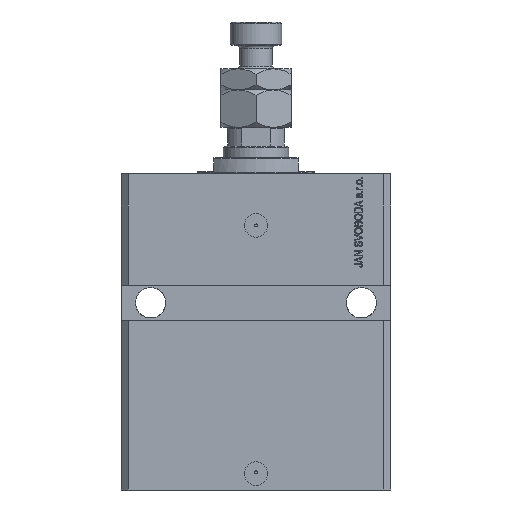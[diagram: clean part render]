
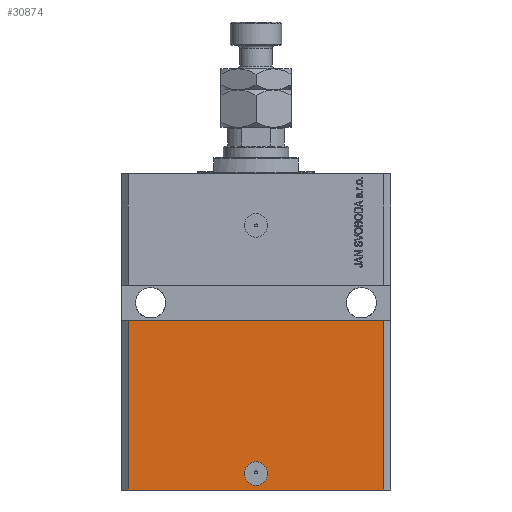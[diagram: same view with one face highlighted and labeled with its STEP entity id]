
A CAD part, front view. The second image highlights one B-rep face of the part: STEP entity #30874.
In plain terms, the highlighted planar face has unit normal (0, -1, 0).
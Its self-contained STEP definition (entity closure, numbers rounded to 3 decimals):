
#1307 = LINE ( 'NONE', #46545, #15714 ) ;
#2333 = DIRECTION ( 'NONE',  ( 1., 0., 0. ) ) ;
#3336 = VECTOR ( 'NONE', #42170, 1000. ) ;
#3517 = ORIENTED_EDGE ( 'NONE', *, *, #22049, .F. ) ;
#5354 = EDGE_CURVE ( 'NONE', #43404, #40211, #29538, .T. ) ;
#5633 = VECTOR ( 'NONE', #2333, 1000. ) ;
#5955 = CIRCLE ( 'NONE', #12196, 5. ) ;
#6892 = CIRCLE ( 'NONE', #17028, 5. ) ;
#7816 = CARTESIAN_POINT ( 'NONE',  ( 5., -45., -128. ) ) ;
#8316 = CARTESIAN_POINT ( 'NONE',  ( -54.5, -45., -135. ) ) ;
#8827 = PLANE ( 'NONE',  #30446 ) ;
#9071 = CARTESIAN_POINT ( 'NONE',  ( -57.5, -45., -62.5 ) ) ;
#9121 = DIRECTION ( 'NONE',  ( 1., 0., 0. ) ) ;
#10411 = EDGE_LOOP ( 'NONE', ( #3517, #12464 ) ) ;
#12196 = AXIS2_PLACEMENT_3D ( 'NONE', #46356, #28583, #9121 ) ;
#12464 = ORIENTED_EDGE ( 'NONE', *, *, #16658, .F. ) ;
#14400 = VERTEX_POINT ( 'NONE', #7816 ) ;
#14565 = DIRECTION ( 'NONE',  ( 0., -1., 0. ) ) ;
#14988 = CARTESIAN_POINT ( 'NONE',  ( 54.5, -45., -135. ) ) ;
#15714 = VECTOR ( 'NONE', #42177, 1000. ) ;
#16535 = VERTEX_POINT ( 'NONE', #40850 ) ;
#16658 = EDGE_CURVE ( 'NONE', #25655, #14400, #5955, .T. ) ;
#16699 = ORIENTED_EDGE ( 'NONE', *, *, #40679, .F. ) ;
#17028 = AXIS2_PLACEMENT_3D ( 'NONE', #33797, #14565, #29414 ) ;
#17683 = LINE ( 'NONE', #28386, #5633 ) ;
#18665 = CARTESIAN_POINT ( 'NONE',  ( -5., -45., -128. ) ) ;
#19584 = DIRECTION ( 'NONE',  ( 0., -1., 0. ) ) ;
#22049 = EDGE_CURVE ( 'NONE', #14400, #25655, #6892, .T. ) ;
#22100 = VECTOR ( 'NONE', #25878, 1000. ) ;
#25655 = VERTEX_POINT ( 'NONE', #18665 ) ;
#25878 = DIRECTION ( 'NONE',  ( 0., 0., 1. ) ) ;
#26850 = ORIENTED_EDGE ( 'NONE', *, *, #46344, .F. ) ;
#28386 = CARTESIAN_POINT ( 'NONE',  ( -54.5, -45., -135. ) ) ;
#28583 = DIRECTION ( 'NONE',  ( 0., -1., 0. ) ) ;
#29414 = DIRECTION ( 'NONE',  ( 1., 0., 0. ) ) ;
#29538 = LINE ( 'NONE', #44371, #22100 ) ;
#29938 = CARTESIAN_POINT ( 'NONE',  ( 54.5, -45., -62.5 ) ) ;
#30272 = FACE_OUTER_BOUND ( 'NONE', #36453, .T. ) ;
#30446 = AXIS2_PLACEMENT_3D ( 'NONE', #33930, #19584, #45109 ) ;
#30740 = FACE_BOUND ( 'NONE', #10411, .T. ) ;
#30874 = ADVANCED_FACE ( 'NONE', ( #30740, #30272 ), #8827, .T. ) ;
#33797 = CARTESIAN_POINT ( 'NONE',  ( 0., -45., -128. ) ) ;
#33930 = CARTESIAN_POINT ( 'NONE',  ( -54.5, -45., -135. ) ) ;
#34531 = EDGE_CURVE ( 'NONE', #37061, #43404, #17683, .T. ) ;
#36437 = ORIENTED_EDGE ( 'NONE', *, *, #5354, .T. ) ;
#36453 = EDGE_LOOP ( 'NONE', ( #26850, #16699, #38388, #36437 ) ) ;
#37061 = VERTEX_POINT ( 'NONE', #8316 ) ;
#38388 = ORIENTED_EDGE ( 'NONE', *, *, #34531, .T. ) ;
#40211 = VERTEX_POINT ( 'NONE', #29938 ) ;
#40679 = EDGE_CURVE ( 'NONE', #37061, #16535, #1307, .T. ) ;
#40850 = CARTESIAN_POINT ( 'NONE',  ( -54.5, -45., -62.5 ) ) ;
#42170 = DIRECTION ( 'NONE',  ( 1., 0., 0. ) ) ;
#42177 = DIRECTION ( 'NONE',  ( 0., 0., 1. ) ) ;
#43404 = VERTEX_POINT ( 'NONE', #14988 ) ;
#44371 = CARTESIAN_POINT ( 'NONE',  ( 54.5, -45., -135. ) ) ;
#45109 = DIRECTION ( 'NONE',  ( 1., 0., 0. ) ) ;
#46301 = LINE ( 'NONE', #9071, #3336 ) ;
#46344 = EDGE_CURVE ( 'NONE', #16535, #40211, #46301, .T. ) ;
#46356 = CARTESIAN_POINT ( 'NONE',  ( 0., -45., -128. ) ) ;
#46545 = CARTESIAN_POINT ( 'NONE',  ( -54.5, -45., -135. ) ) ;
